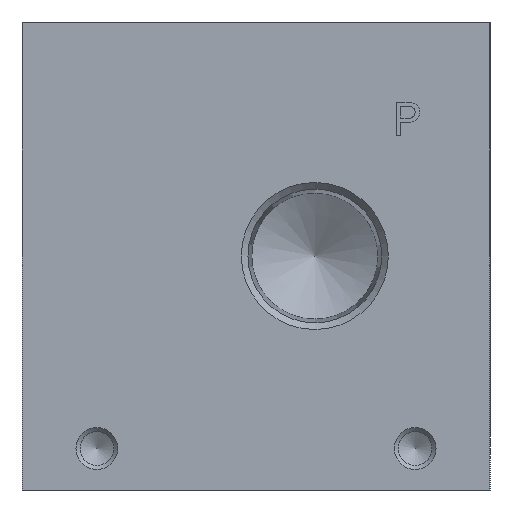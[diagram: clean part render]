
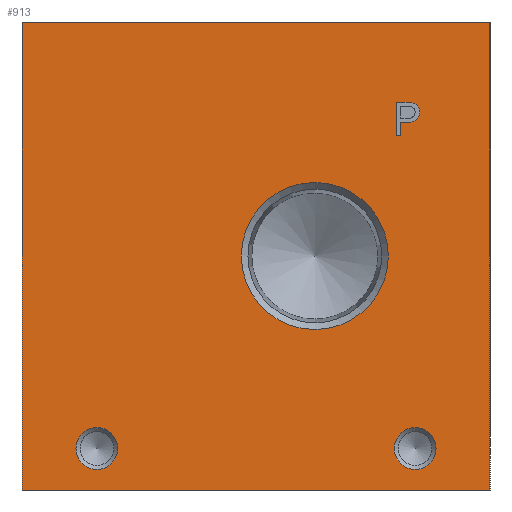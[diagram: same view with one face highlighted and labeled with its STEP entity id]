
A CAD part, left-side view. The second image highlights one B-rep face of the part: STEP entity #913.
In plain terms, the highlighted planar face has unit normal (-1, 0, 0).
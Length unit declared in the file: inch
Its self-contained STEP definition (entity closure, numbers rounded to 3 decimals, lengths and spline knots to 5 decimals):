
#913 = ADVANCED_FACE( '', ( #2003, #2004, #2005, #2006, #2007 ), #2008, .F. );
#2003 = FACE_BOUND( '', #3216, .T. );
#2004 = FACE_BOUND( '', #3217, .T. );
#2005 = FACE_BOUND( '', #3218, .T. );
#2006 = FACE_BOUND( '', #3219, .T. );
#2007 = FACE_OUTER_BOUND( '', #3220, .T. );
#2008 = PLANE( '', #3221 );
#3216 = EDGE_LOOP( '', ( #5696, #5697, #5698, #5699, #5700, #5701 ) );
#3217 = EDGE_LOOP( '', ( #5702 ) );
#3218 = EDGE_LOOP( '', ( #5703 ) );
#3219 = EDGE_LOOP( '', ( #5704 ) );
#3220 = EDGE_LOOP( '', ( #5705, #5706, #5707, #5708 ) );
#3221 = AXIS2_PLACEMENT_3D( '', #5709, #5710, #5711 );
#5696 = ORIENTED_EDGE( '', *, *, #6487, .F. );
#5697 = ORIENTED_EDGE( '', *, *, #7460, .F. );
#5698 = ORIENTED_EDGE( '', *, *, #6803, .F. );
#5699 = ORIENTED_EDGE( '', *, *, #7378, .F. );
#5700 = ORIENTED_EDGE( '', *, *, #7291, .F. );
#5701 = ORIENTED_EDGE( '', *, *, #6815, .F. );
#5702 = ORIENTED_EDGE( '', *, *, #7303, .T. );
#5703 = ORIENTED_EDGE( '', *, *, #7057, .T. );
#5704 = ORIENTED_EDGE( '', *, *, #6986, .T. );
#5705 = ORIENTED_EDGE( '', *, *, #7383, .F. );
#5706 = ORIENTED_EDGE( '', *, *, #7309, .F. );
#5707 = ORIENTED_EDGE( '', *, *, #7461, .F. );
#5708 = ORIENTED_EDGE( '', *, *, #7079, .F. );
#5709 = CARTESIAN_POINT( '', ( 0., 0., 0. ) );
#5710 = DIRECTION( '', ( 1., 0., 0. ) );
#5711 = DIRECTION( '', ( 0., 0., -1. ) );
#6487 = EDGE_CURVE( '', #7641, #7642, #7643, .T. );
#6803 = EDGE_CURVE( '', #8169, #8170, #8171, .T. );
#6815 = EDGE_CURVE( '', #7642, #8188, #8189, .T. );
#6986 = EDGE_CURVE( '', #8464, #8464, #8465, .T. );
#7057 = EDGE_CURVE( '', #8569, #8569, #8570, .T. );
#7079 = EDGE_CURVE( '', #8610, #8611, #8612, .T. );
#7291 = EDGE_CURVE( '', #8188, #8910, #8911, .T. );
#7303 = EDGE_CURVE( '', #8926, #8926, #8927, .T. );
#7309 = EDGE_CURVE( '', #8934, #8935, #8936, .T. );
#7378 = EDGE_CURVE( '', #8910, #8169, #9015, .T. );
#7383 = EDGE_CURVE( '', #8935, #8610, #9020, .T. );
#7460 = EDGE_CURVE( '', #8170, #7641, #9110, .T. );
#7461 = EDGE_CURVE( '', #8611, #8934, #9111, .T. );
#7641 = VERTEX_POINT( '', #9308 );
#7642 = VERTEX_POINT( '', #9309 );
#7643 = LINE( '', #9310, #9311 );
#8169 = VERTEX_POINT( '', #10013 );
#8170 = VERTEX_POINT( '', #10014 );
#8171 = LINE( '', #10015, #10016 );
#8188 = VERTEX_POINT( '', #10041 );
#8189 = LINE( '', #10042, #10043 );
#8464 = VERTEX_POINT( '', #10421 );
#8465 = CIRCLE( '', #10422, 0.54977 );
#8569 = VERTEX_POINT( '', #10557 );
#8570 = CIRCLE( '', #10558, 0.15625 );
#8610 = VERTEX_POINT( '', #10599 );
#8611 = VERTEX_POINT( '', #10600 );
#8612 = LINE( '', #10601, #10602 );
#8910 = VERTEX_POINT( '', #11011 );
#8911 = CIRCLE( '', #11012, 0.07363 );
#8926 = VERTEX_POINT( '', #11032 );
#8927 = CIRCLE( '', #11033, 0.15625 );
#8934 = VERTEX_POINT( '', #11041 );
#8935 = VERTEX_POINT( '', #11042 );
#8936 = LINE( '', #11043, #11044 );
#9015 = LINE( '', #11149, #11150 );
#9020 = LINE( '', #11157, #11158 );
#9110 = LINE( '', #11278, #11279 );
#9111 = LINE( '', #11280, #11281 );
#9308 = CARTESIAN_POINT( '', ( 0., 0.66709, 2.65152 ) );
#9309 = CARTESIAN_POINT( '', ( 0., 0.66709, 2.75178 ) );
#9310 = CARTESIAN_POINT( '', ( 0., 0.66709, 2.65152 ) );
#9311 = VECTOR( '', #11487, 39.37008 );
#10013 = CARTESIAN_POINT( '', ( 0., 0.7, 2.89887 ) );
#10014 = CARTESIAN_POINT( '', ( 0., 0.7, 2.65152 ) );
#10015 = CARTESIAN_POINT( '', ( 0., 0.7, 2.89887 ) );
#10016 = VECTOR( '', #11844, 39.37008 );
#10041 = CARTESIAN_POINT( '', ( 0., 0.59214, 2.75203 ) );
#10042 = CARTESIAN_POINT( '', ( 0., 0.66709, 2.75178 ) );
#10043 = VECTOR( '', #11853, 39.37008 );
#10421 = CARTESIAN_POINT( '', ( 0., 1.31, 1.20023 ) );
#10422 = AXIS2_PLACEMENT_3D( '', #12050, #12051, #12052 );
#10557 = CARTESIAN_POINT( '', ( 0., 2.94, 0.15375 ) );
#10558 = AXIS2_PLACEMENT_3D( '', #12132, #12133, #12134 );
#10599 = CARTESIAN_POINT( '', ( 0., 3.5, 3.5 ) );
#10600 = CARTESIAN_POINT( '', ( 0., 0., 3.5 ) );
#10601 = CARTESIAN_POINT( '', ( 0., 3.5, 3.5 ) );
#10602 = VECTOR( '', #12190, 39.37008 );
#11011 = CARTESIAN_POINT( '', ( 0., 0.59594, 2.89887 ) );
#11012 = AXIS2_PLACEMENT_3D( '', #12410, #12411, #12412 );
#11032 = CARTESIAN_POINT( '', ( 0., 0.56, 0.15375 ) );
#11033 = AXIS2_PLACEMENT_3D( '', #12424, #12425, #12426 );
#11041 = CARTESIAN_POINT( '', ( 0., 0., 0. ) );
#11042 = CARTESIAN_POINT( '', ( 0., 3.5, 0. ) );
#11043 = CARTESIAN_POINT( '', ( 0., 0., 0. ) );
#11044 = VECTOR( '', #12431, 39.37008 );
#11149 = CARTESIAN_POINT( '', ( 0., 0.59594, 2.89887 ) );
#11150 = VECTOR( '', #12494, 39.37008 );
#11157 = CARTESIAN_POINT( '', ( 0., 3.5, 0. ) );
#11158 = VECTOR( '', #12497, 39.37008 );
#11278 = CARTESIAN_POINT( '', ( 0., 0.7, 2.65152 ) );
#11279 = VECTOR( '', #12561, 39.37008 );
#11280 = CARTESIAN_POINT( '', ( 0., 0., 3.5 ) );
#11281 = VECTOR( '', #12562, 39.37008 );
#11487 = DIRECTION( '', ( 0., 0., 1. ) );
#11844 = DIRECTION( '', ( 0., 0., -1. ) );
#11853 = DIRECTION( '', ( 0., -1., 0.003 ) );
#12050 = CARTESIAN_POINT( '', ( 0., 1.31, 1.75 ) );
#12051 = DIRECTION( '', ( 1., 0., 0. ) );
#12052 = DIRECTION( '', ( 0., 0., -1. ) );
#12132 = CARTESIAN_POINT( '', ( 0., 2.94, 0.31 ) );
#12133 = DIRECTION( '', ( 1., 0., 0. ) );
#12134 = DIRECTION( '', ( 0., 0., -1. ) );
#12190 = DIRECTION( '', ( 0., -1., 0. ) );
#12410 = CARTESIAN_POINT( '', ( 0., 0.59921, 2.82532 ) );
#12411 = DIRECTION( '', ( -1., 0., 0. ) );
#12412 = DIRECTION( '', ( 0., 0., 1. ) );
#12424 = CARTESIAN_POINT( '', ( 0., 0.56, 0.31 ) );
#12425 = DIRECTION( '', ( 1., 0., 0. ) );
#12426 = DIRECTION( '', ( 0., 0., -1. ) );
#12431 = DIRECTION( '', ( 0., 1., 0. ) );
#12494 = DIRECTION( '', ( 0., 1., 0. ) );
#12497 = DIRECTION( '', ( 0., 0., 1. ) );
#12561 = DIRECTION( '', ( 0., -1., 0. ) );
#12562 = DIRECTION( '', ( 0., 0., -1. ) );
